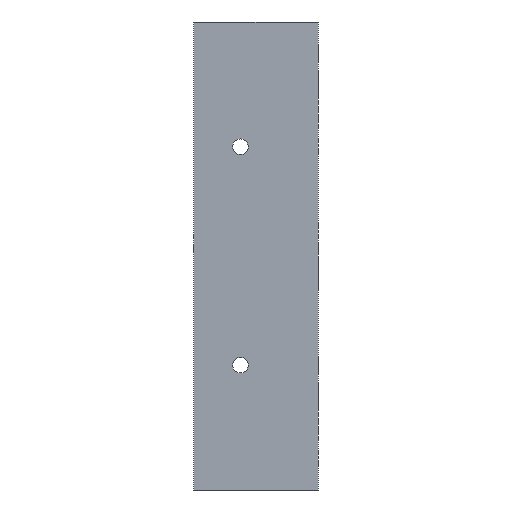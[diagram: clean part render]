
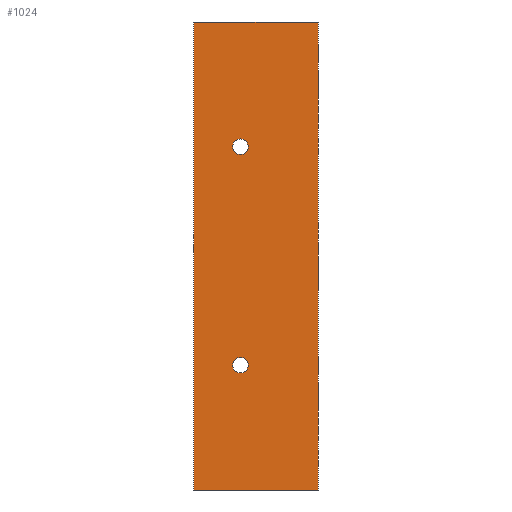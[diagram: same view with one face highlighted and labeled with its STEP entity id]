
A CAD part, front view. The second image highlights one B-rep face of the part: STEP entity #1024.
In plain terms, the highlighted planar face has unit normal (0, -1, 0).
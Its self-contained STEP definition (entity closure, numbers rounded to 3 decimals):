
#48 = EDGE_CURVE ( 'NONE', #1036, #1037, #312, .T. ) ;
#52 = EDGE_CURVE ( 'NONE', #1040, #1041, #318, .T. ) ;
#75 = AXIS2_PLACEMENT_3D ( 'NONE', #635, #637, #638 ) ;
#80 = AXIS2_PLACEMENT_3D ( 'NONE', #524, #525, #526 ) ;
#82 = AXIS2_PLACEMENT_3D ( 'NONE', #534, #535, #536 ) ;
#106 = AXIS2_PLACEMENT_3D ( 'NONE', #636, #643, #644 ) ;
#138 = AXIS2_PLACEMENT_3D ( 'NONE', #749, #757, #758 ) ;
#176 = EDGE_LOOP ( 'NONE', ( #1157, #1158 ) ) ;
#180 = EDGE_LOOP ( 'NONE', ( #1159, #1160 ) ) ;
#181 = EDGE_LOOP ( 'NONE', ( #1161, #978, #979, #980 ) ) ;
#312 = CIRCLE ( 'NONE', #80, 2.5 ) ;
#318 = CIRCLE ( 'NONE', #82, 2.5 ) ;
#374 = LINE ( 'NONE', #625, #384 ) ;
#379 = LINE ( 'NONE', #617, #381 ) ;
#381 = VECTOR ( 'NONE', #624, 1000. ) ;
#384 = VECTOR ( 'NONE', #628, 1000. ) ;
#386 = LINE ( 'NONE', #630, #387 ) ;
#387 = VECTOR ( 'NONE', #631, 1000. ) ;
#388 = LINE ( 'NONE', #633, #389 ) ;
#389 = VECTOR ( 'NONE', #634, 1000. ) ;
#390 = CIRCLE ( 'NONE', #75, 2.5 ) ;
#392 = CIRCLE ( 'NONE', #106, 2.5 ) ;
#443 = FACE_BOUND ( 'NONE', #176, .T. ) ;
#450 = FACE_BOUND ( 'NONE', #180, .T. ) ;
#452 = FACE_OUTER_BOUND ( 'NONE', #181, .T. ) ;
#524 = CARTESIAN_POINT ( 'NONE',  ( 15., 0., 110. ) ) ;
#525 = DIRECTION ( 'NONE',  ( 0., -1., 0. ) ) ;
#526 = DIRECTION ( 'NONE',  ( 0., 0., -1. ) ) ;
#534 = CARTESIAN_POINT ( 'NONE',  ( 15., 0., 40. ) ) ;
#535 = DIRECTION ( 'NONE',  ( 0., -1., 0. ) ) ;
#536 = DIRECTION ( 'NONE',  ( 0., 0., -1. ) ) ;
#617 = CARTESIAN_POINT ( 'NONE',  ( 40., 0., 150. ) ) ;
#624 = DIRECTION ( 'NONE',  ( 0., 0., -1. ) ) ;
#625 = CARTESIAN_POINT ( 'NONE',  ( 0., 0., 150. ) ) ;
#628 = DIRECTION ( 'NONE',  ( 0., 0., -1. ) ) ;
#630 = CARTESIAN_POINT ( 'NONE',  ( 0., 0., 0. ) ) ;
#631 = DIRECTION ( 'NONE',  ( 1., 0., 0. ) ) ;
#633 = CARTESIAN_POINT ( 'NONE',  ( 0., 0., 150. ) ) ;
#634 = DIRECTION ( 'NONE',  ( 1., 0., 0. ) ) ;
#635 = CARTESIAN_POINT ( 'NONE',  ( 15., 0., 110. ) ) ;
#636 = CARTESIAN_POINT ( 'NONE',  ( 15., 0., 40. ) ) ;
#637 = DIRECTION ( 'NONE',  ( 0., -1., 0. ) ) ;
#638 = DIRECTION ( 'NONE',  ( 0., 0., -1. ) ) ;
#643 = DIRECTION ( 'NONE',  ( 0., -1., 0. ) ) ;
#644 = DIRECTION ( 'NONE',  ( 0., 0., -1. ) ) ;
#749 = CARTESIAN_POINT ( 'NONE',  ( 0., 0., 150. ) ) ;
#756 = PLANE ( 'NONE',  #138 ) ;
#757 = DIRECTION ( 'NONE',  ( 0., 1., 0. ) ) ;
#758 = DIRECTION ( 'NONE',  ( 0., 0., 1. ) ) ;
#787 = CARTESIAN_POINT ( 'NONE',  ( 15., 0., 112.5 ) ) ;
#791 = CARTESIAN_POINT ( 'NONE',  ( 15., 0., 107.5 ) ) ;
#793 = CARTESIAN_POINT ( 'NONE',  ( 15., 0., 42.5 ) ) ;
#794 = CARTESIAN_POINT ( 'NONE',  ( 15., 0., 37.5 ) ) ;
#807 = CARTESIAN_POINT ( 'NONE',  ( 0., 0., 0. ) ) ;
#808 = CARTESIAN_POINT ( 'NONE',  ( 0., 0., 150. ) ) ;
#836 = CARTESIAN_POINT ( 'NONE',  ( 40., 0., 0. ) ) ;
#837 = CARTESIAN_POINT ( 'NONE',  ( 40., 0., 150. ) ) ;
#934 = EDGE_CURVE ( 'NONE', #1059, #1058, #379, .T. ) ;
#936 = EDGE_CURVE ( 'NONE', #1056, #1055, #374, .T. ) ;
#938 = EDGE_CURVE ( 'NONE', #1055, #1058, #386, .T. ) ;
#939 = EDGE_CURVE ( 'NONE', #1056, #1059, #388, .T. ) ;
#940 = EDGE_CURVE ( 'NONE', #1037, #1036, #390, .T. ) ;
#942 = EDGE_CURVE ( 'NONE', #1041, #1040, #392, .T. ) ;
#978 = ORIENTED_EDGE ( 'NONE', *, *, #934, .F. ) ;
#979 = ORIENTED_EDGE ( 'NONE', *, *, #939, .F. ) ;
#980 = ORIENTED_EDGE ( 'NONE', *, *, #936, .T. ) ;
#1024 = ADVANCED_FACE ( 'NONE', ( #443, #450, #452 ), #756, .F. ) ;
#1036 = VERTEX_POINT ( 'NONE', #787 ) ;
#1037 = VERTEX_POINT ( 'NONE', #791 ) ;
#1040 = VERTEX_POINT ( 'NONE', #793 ) ;
#1041 = VERTEX_POINT ( 'NONE', #794 ) ;
#1055 = VERTEX_POINT ( 'NONE', #807 ) ;
#1056 = VERTEX_POINT ( 'NONE', #808 ) ;
#1058 = VERTEX_POINT ( 'NONE', #836 ) ;
#1059 = VERTEX_POINT ( 'NONE', #837 ) ;
#1157 = ORIENTED_EDGE ( 'NONE', *, *, #940, .F. ) ;
#1158 = ORIENTED_EDGE ( 'NONE', *, *, #48, .F. ) ;
#1159 = ORIENTED_EDGE ( 'NONE', *, *, #942, .F. ) ;
#1160 = ORIENTED_EDGE ( 'NONE', *, *, #52, .F. ) ;
#1161 = ORIENTED_EDGE ( 'NONE', *, *, #938, .T. ) ;
